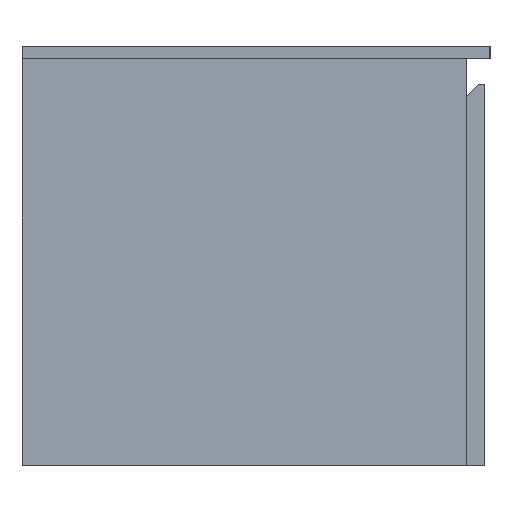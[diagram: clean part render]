
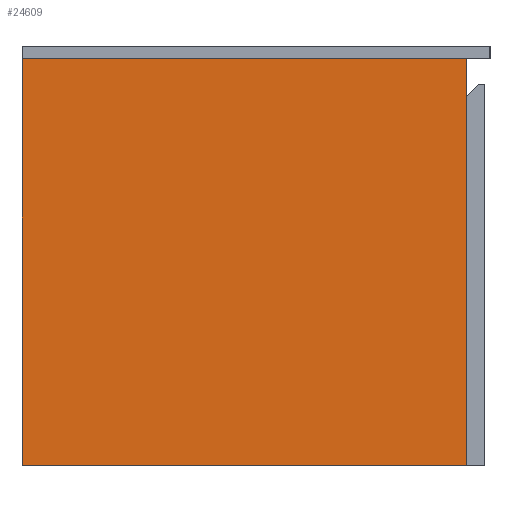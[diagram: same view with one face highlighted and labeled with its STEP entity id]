
A CAD part, left-side view. The second image highlights one B-rep face of the part: STEP entity #24609.
In plain terms, the highlighted face is planar.
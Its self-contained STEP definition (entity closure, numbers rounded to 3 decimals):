
#207 = CARTESIAN_POINT ( 'NONE',  ( 400., 437., -2. ) ) ;
#548 = EDGE_CURVE ( 'NONE', #43572, #3914, #7008, .T. ) ;
#1048 = FACE_OUTER_BOUND ( 'NONE', #28987, .T. ) ;
#2776 = DIRECTION ( 'NONE',  ( 1., 0., 0. ) ) ;
#3914 = VERTEX_POINT ( 'NONE', #30151 ) ;
#4061 = ORIENTED_EDGE ( 'NONE', *, *, #548, .F. ) ;
#6839 = VERTEX_POINT ( 'NONE', #40600 ) ;
#6868 = DIRECTION ( 'NONE',  ( 0., 1., 0. ) ) ;
#7008 = LINE ( 'NONE', #32844, #25430 ) ;
#7274 = DIRECTION ( 'NONE',  ( 0., 0., -1. ) ) ;
#9855 = VECTOR ( 'NONE', #15937, 1000. ) ;
#11940 = ORIENTED_EDGE ( 'NONE', *, *, #31141, .F. ) ;
#12591 = ORIENTED_EDGE ( 'NONE', *, *, #34701, .F. ) ;
#15594 = DIRECTION ( 'NONE',  ( -1., 0., 0. ) ) ;
#15775 = VECTOR ( 'NONE', #6868, 1000. ) ;
#15937 = DIRECTION ( 'NONE',  ( 0., -1., 0. ) ) ;
#17843 = VECTOR ( 'NONE', #15594, 1000. ) ;
#18812 = LINE ( 'NONE', #25463, #9855 ) ;
#20680 = DIRECTION ( 'NONE',  ( -1., 0., 0. ) ) ;
#20941 = ORIENTED_EDGE ( 'NONE', *, *, #22531, .F. ) ;
#22531 = EDGE_CURVE ( 'NONE', #6839, #39574, #33065, .T. ) ;
#23376 = CARTESIAN_POINT ( 'NONE',  ( 0., 437., -2. ) ) ;
#24609 = ADVANCED_FACE ( 'NONE', ( #1048 ), #34102, .T. ) ;
#25430 = VECTOR ( 'NONE', #2776, 1000. ) ;
#25463 = CARTESIAN_POINT ( 'NONE',  ( 0., 437., -2. ) ) ;
#28987 = EDGE_LOOP ( 'NONE', ( #12591, #20941, #11940, #4061 ) ) ;
#30151 = CARTESIAN_POINT ( 'NONE',  ( 400., 0., -2. ) ) ;
#31141 = EDGE_CURVE ( 'NONE', #3914, #6839, #39470, .T. ) ;
#32335 = CARTESIAN_POINT ( 'NONE',  ( 0., 437., -2. ) ) ;
#32844 = CARTESIAN_POINT ( 'NONE',  ( 0., 0., -2. ) ) ;
#33065 = LINE ( 'NONE', #32335, #17843 ) ;
#34102 = PLANE ( 'NONE',  #38702 ) ;
#34701 = EDGE_CURVE ( 'NONE', #39574, #43572, #18812, .T. ) ;
#38702 = AXIS2_PLACEMENT_3D ( 'NONE', #40930, #7274, #20680 ) ;
#39470 = LINE ( 'NONE', #207, #15775 ) ;
#39574 = VERTEX_POINT ( 'NONE', #23376 ) ;
#40600 = CARTESIAN_POINT ( 'NONE',  ( 400., 437., -2. ) ) ;
#40930 = CARTESIAN_POINT ( 'NONE',  ( 0., 437., -2. ) ) ;
#42821 = CARTESIAN_POINT ( 'NONE',  ( 0., 0., -2. ) ) ;
#43572 = VERTEX_POINT ( 'NONE', #42821 ) ;
